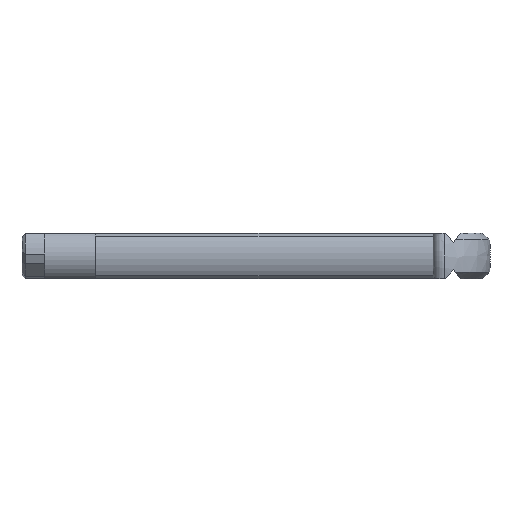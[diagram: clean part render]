
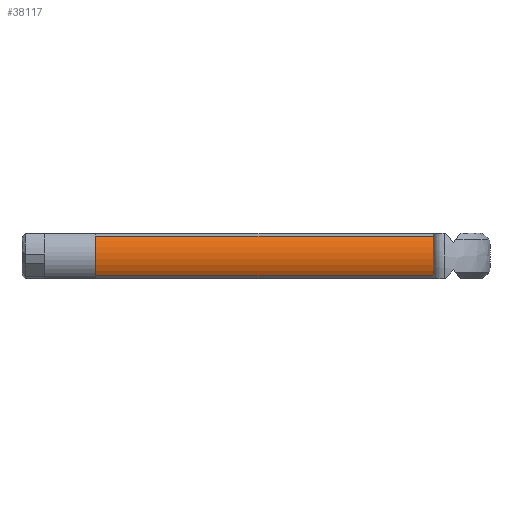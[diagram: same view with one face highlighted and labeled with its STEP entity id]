
A CAD part, front view. The second image highlights one B-rep face of the part: STEP entity #38117.
In plain terms, the highlighted cylindrical face has radius 3.3 mm (diameter 6.6 mm), a partial arc.
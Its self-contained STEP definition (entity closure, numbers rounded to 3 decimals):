
#16621 = PLANE('',#16622);
#16622 = AXIS2_PLACEMENT_3D('',#16623,#16624,#16625);
#16623 = CARTESIAN_POINT('',(-29.75,3.3,0.));
#16624 = DIRECTION('',(-1.,0.,0.));
#16625 = DIRECTION('',(0.,0.,1.));
#16649 = PLANE('',#16650);
#16650 = AXIS2_PLACEMENT_3D('',#16651,#16652,#16653);
#16651 = CARTESIAN_POINT('',(-14.875,-2.561,1.878));
#16652 = DIRECTION('',(0.,-0.464,0.886
    ));
#16653 = DIRECTION('',(1.,0.,0.));
#16677 = PLANE('',#16678);
#16678 = AXIS2_PLACEMENT_3D('',#16679,#16680,#16681);
#16679 = CARTESIAN_POINT('',(0.,5.329,
    0.));
#16680 = DIRECTION('',(-1.,0.,0.));
#16681 = DIRECTION('',(0.,0.,1.));
#36091 = PLANE('',#36092);
#36092 = AXIS2_PLACEMENT_3D('',#36093,#36094,#36095);
#36093 = CARTESIAN_POINT('',(-14.875,-2.561,-1.878));
#36094 = DIRECTION('',(0.,-0.464,
    -0.886));
#36095 = DIRECTION('',(-1.,0.,0.));
#36435 = VERTEX_POINT('',#36436);
#36436 = CARTESIAN_POINT('',(-29.75,-2.795,-1.755));
#36459 = VERTEX_POINT('',#36460);
#36460 = CARTESIAN_POINT('',(0.,-2.795,
    -1.755));
#36481 = EDGE_CURVE('',#36459,#36435,#36482,.T.);
#36482 = SURFACE_CURVE('',#36483,(#36487,#36494),.PCURVE_S1.);
#36483 = LINE('',#36484,#36485);
#36484 = CARTESIAN_POINT('',(-14.875,-2.795,-1.755));
#36485 = VECTOR('',#36486,1.);
#36486 = DIRECTION('',(-1.,0.,0.));
#36487 = PCURVE('',#36091,#36488);
#36488 = DEFINITIONAL_REPRESENTATION('',(#36489),#36493);
#36489 = LINE('',#36490,#36491);
#36490 = CARTESIAN_POINT('',(0.,-0.264));
#36491 = VECTOR('',#36492,1.);
#36492 = DIRECTION('',(1.,0.));
#36493 = ( GEOMETRIC_REPRESENTATION_CONTEXT(2) 
PARAMETRIC_REPRESENTATION_CONTEXT() REPRESENTATION_CONTEXT('2D SPACE',''
  ) );
#36494 = PCURVE('',#36495,#36500);
#36495 = CYLINDRICAL_SURFACE('',#36496,3.3);
#36496 = AXIS2_PLACEMENT_3D('',#36497,#36498,#36499);
#36497 = CARTESIAN_POINT('',(-14.875,0.,
    0.));
#36498 = DIRECTION('',(1.,0.,0.));
#36499 = DIRECTION('',(0.,-1.,0.));
#36500 = DEFINITIONAL_REPRESENTATION('',(#36501),#36505);
#36501 = LINE('',#36502,#36503);
#36502 = CARTESIAN_POINT('',(0.561,0.));
#36503 = VECTOR('',#36504,1.);
#36504 = DIRECTION('',(0.,-1.));
#36505 = ( GEOMETRIC_REPRESENTATION_CONTEXT(2) 
PARAMETRIC_REPRESENTATION_CONTEXT() REPRESENTATION_CONTEXT('2D SPACE',''
  ) );
#36511 = EDGE_CURVE('',#36512,#36435,#36514,.T.);
#36512 = VERTEX_POINT('',#36513);
#36513 = CARTESIAN_POINT('',(-29.75,-2.795,1.755));
#36514 = SURFACE_CURVE('',#36515,(#36520,#36531),.PCURVE_S1.);
#36515 = CIRCLE('',#36516,3.3);
#36516 = AXIS2_PLACEMENT_3D('',#36517,#36518,#36519);
#36517 = CARTESIAN_POINT('',(-29.75,0.,
    0.));
#36518 = DIRECTION('',(1.,0.,0.));
#36519 = DIRECTION('',(0.,0.,1.));
#36520 = PCURVE('',#16621,#36521);
#36521 = DEFINITIONAL_REPRESENTATION('',(#36522),#36530);
#36522 = ( BOUNDED_CURVE() B_SPLINE_CURVE(2,(#36523,#36524,#36525,#36526
    ,#36527,#36528,#36529),.UNSPECIFIED.,.T.,.F.) 
B_SPLINE_CURVE_WITH_KNOTS((1,2,2,2,2,1),(-2.094,0.,
    2.094,4.189,6.283,8.378),
.UNSPECIFIED.) CURVE() GEOMETRIC_REPRESENTATION_ITEM() 
RATIONAL_B_SPLINE_CURVE((1.,0.5,1.,0.5,1.,0.5,1.)) REPRESENTATION_ITEM(
  '') );
#36523 = CARTESIAN_POINT('',(3.3,-3.3));
#36524 = CARTESIAN_POINT('',(3.3,-9.016));
#36525 = CARTESIAN_POINT('',(-1.65,-6.158));
#36526 = CARTESIAN_POINT('',(-6.6,-3.3));
#36527 = CARTESIAN_POINT('',(-1.65,-0.442));
#36528 = CARTESIAN_POINT('',(3.3,2.416));
#36529 = CARTESIAN_POINT('',(3.3,-3.3));
#36530 = ( GEOMETRIC_REPRESENTATION_CONTEXT(2) 
PARAMETRIC_REPRESENTATION_CONTEXT() REPRESENTATION_CONTEXT('2D SPACE',''
  ) );
#36531 = PCURVE('',#36495,#36532);
#36532 = DEFINITIONAL_REPRESENTATION('',(#36533),#36537);
#36533 = LINE('',#36534,#36535);
#36534 = CARTESIAN_POINT('',(-1.571,-14.875));
#36535 = VECTOR('',#36536,1.);
#36536 = DIRECTION('',(1.,0.));
#36537 = ( GEOMETRIC_REPRESENTATION_CONTEXT(2) 
PARAMETRIC_REPRESENTATION_CONTEXT() REPRESENTATION_CONTEXT('2D SPACE',''
  ) );
#36914 = EDGE_CURVE('',#36512,#36915,#36917,.T.);
#36915 = VERTEX_POINT('',#36916);
#36916 = CARTESIAN_POINT('',(0.,-2.795,
    1.755));
#36917 = SURFACE_CURVE('',#36918,(#36922,#36929),.PCURVE_S1.);
#36918 = LINE('',#36919,#36920);
#36919 = CARTESIAN_POINT('',(-14.875,-2.795,1.755));
#36920 = VECTOR('',#36921,1.);
#36921 = DIRECTION('',(1.,0.,0.));
#36922 = PCURVE('',#16649,#36923);
#36923 = DEFINITIONAL_REPRESENTATION('',(#36924),#36928);
#36924 = LINE('',#36925,#36926);
#36925 = CARTESIAN_POINT('',(0.,-0.264));
#36926 = VECTOR('',#36927,1.);
#36927 = DIRECTION('',(1.,0.));
#36928 = ( GEOMETRIC_REPRESENTATION_CONTEXT(2) 
PARAMETRIC_REPRESENTATION_CONTEXT() REPRESENTATION_CONTEXT('2D SPACE',''
  ) );
#36929 = PCURVE('',#36495,#36930);
#36930 = DEFINITIONAL_REPRESENTATION('',(#36931),#36935);
#36931 = LINE('',#36932,#36933);
#36932 = CARTESIAN_POINT('',(-0.561,0.));
#36933 = VECTOR('',#36934,1.);
#36934 = DIRECTION('',(0.,1.));
#36935 = ( GEOMETRIC_REPRESENTATION_CONTEXT(2) 
PARAMETRIC_REPRESENTATION_CONTEXT() REPRESENTATION_CONTEXT('2D SPACE',''
  ) );
#37992 = EDGE_CURVE('',#36915,#36459,#37993,.T.);
#37993 = SURFACE_CURVE('',#37994,(#37999,#38010),.PCURVE_S1.);
#37994 = CIRCLE('',#37995,3.3);
#37995 = AXIS2_PLACEMENT_3D('',#37996,#37997,#37998);
#37996 = CARTESIAN_POINT('',(0.,0.,
    0.));
#37997 = DIRECTION('',(1.,0.,0.));
#37998 = DIRECTION('',(0.,0.,1.));
#37999 = PCURVE('',#16677,#38000);
#38000 = DEFINITIONAL_REPRESENTATION('',(#38001),#38009);
#38001 = ( BOUNDED_CURVE() B_SPLINE_CURVE(2,(#38002,#38003,#38004,#38005
    ,#38006,#38007,#38008),.UNSPECIFIED.,.T.,.F.) 
B_SPLINE_CURVE_WITH_KNOTS((1,2,2,2,2,1),(-2.094,0.,
    2.094,4.189,6.283,8.378),
.UNSPECIFIED.) CURVE() GEOMETRIC_REPRESENTATION_ITEM() 
RATIONAL_B_SPLINE_CURVE((1.,0.5,1.,0.5,1.,0.5,1.)) REPRESENTATION_ITEM(
  '') );
#38002 = CARTESIAN_POINT('',(3.3,-5.329));
#38003 = CARTESIAN_POINT('',(3.3,-11.045));
#38004 = CARTESIAN_POINT('',(-1.65,-8.187));
#38005 = CARTESIAN_POINT('',(-6.6,-5.329));
#38006 = CARTESIAN_POINT('',(-1.65,-2.471));
#38007 = CARTESIAN_POINT('',(3.3,0.387));
#38008 = CARTESIAN_POINT('',(3.3,-5.329));
#38009 = ( GEOMETRIC_REPRESENTATION_CONTEXT(2) 
PARAMETRIC_REPRESENTATION_CONTEXT() REPRESENTATION_CONTEXT('2D SPACE',''
  ) );
#38010 = PCURVE('',#36495,#38011);
#38011 = DEFINITIONAL_REPRESENTATION('',(#38012),#38016);
#38012 = LINE('',#38013,#38014);
#38013 = CARTESIAN_POINT('',(-1.571,14.875));
#38014 = VECTOR('',#38015,1.);
#38015 = DIRECTION('',(1.,0.));
#38016 = ( GEOMETRIC_REPRESENTATION_CONTEXT(2) 
PARAMETRIC_REPRESENTATION_CONTEXT() REPRESENTATION_CONTEXT('2D SPACE',''
  ) );
#38117 = ADVANCED_FACE('',(#38118),#36495,.T.);
#38118 = FACE_BOUND('',#38119,.T.);
#38119 = EDGE_LOOP('',(#38120,#38121,#38122,#38123));
#38120 = ORIENTED_EDGE('',*,*,#36481,.F.);
#38121 = ORIENTED_EDGE('',*,*,#37992,.F.);
#38122 = ORIENTED_EDGE('',*,*,#36914,.F.);
#38123 = ORIENTED_EDGE('',*,*,#36511,.T.);
